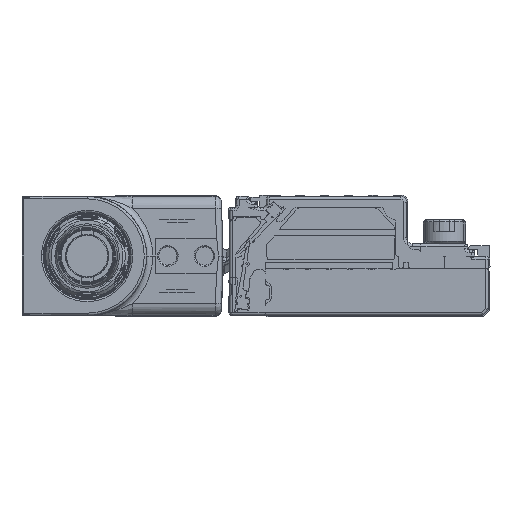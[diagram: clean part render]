
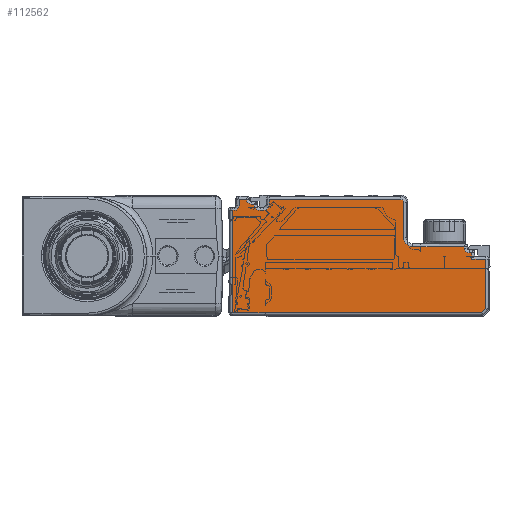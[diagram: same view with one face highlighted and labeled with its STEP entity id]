
A CAD part, left-side view. The second image highlights one B-rep face of the part: STEP entity #112562.
In plain terms, the highlighted planar face has unit normal (-1, 0, 0).
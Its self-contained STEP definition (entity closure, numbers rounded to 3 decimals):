
#112369=AXIS2_PLACEMENT_3D('Circle Axis2P3D',#112367,#112368,$) ;
#112382=AXIS2_PLACEMENT_3D('Plane Axis2P3D',#112379,#112380,#112381) ;
#112402=AXIS2_PLACEMENT_3D('Circle Axis2P3D',#112400,#112401,$) ;
#112421=AXIS2_PLACEMENT_3D('Circle Axis2P3D',#112419,#112420,$) ;
#112442=AXIS2_PLACEMENT_3D('Circle Axis2P3D',#112440,#112441,$) ;
#112456=AXIS2_PLACEMENT_3D('Circle Axis2P3D',#112454,#112455,$) ;
#112470=AXIS2_PLACEMENT_3D('Circle Axis2P3D',#112468,#112469,$) ;
#112491=AXIS2_PLACEMENT_3D('Circle Axis2P3D',#112489,#112490,$) ;
#112015=CARTESIAN_POINT('Vertex',(-878.,4.2,3.5)) ;
#112022=CARTESIAN_POINT('Vertex',(-878.,12.7,3.5)) ;
#112025=CARTESIAN_POINT('Line Origine',(-878.,21.5,3.5)) ;
#112364=CARTESIAN_POINT('Vertex',(-878.,14.2,5.)) ;
#112367=CARTESIAN_POINT('Axis2P3D Location',(-878.,12.7,5.)) ;
#112379=CARTESIAN_POINT('Axis2P3D Location',(-878.,0.2,-7.8)) ;
#112384=CARTESIAN_POINT('Line Origine',(-878.,3.,2.)) ;
#112388=CARTESIAN_POINT('Vertex',(-878.,3.,1.5)) ;
#112390=CARTESIAN_POINT('Vertex',(-878.,3.,2.5)) ;
#112393=CARTESIAN_POINT('Line Origine',(-878.,3.2,2.5)) ;
#112397=CARTESIAN_POINT('Vertex',(-878.,3.4,2.5)) ;
#112400=CARTESIAN_POINT('Axis2P3D Location',(-878.,3.4,3.3)) ;
#112404=CARTESIAN_POINT('Vertex',(-878.,4.2,3.3)) ;
#112407=CARTESIAN_POINT('Line Origine',(-878.,4.2,3.4)) ;
#112412=CARTESIAN_POINT('Line Origine',(-878.,14.2,7.9)) ;
#112416=CARTESIAN_POINT('Vertex',(-878.,14.2,10.8)) ;
#112419=CARTESIAN_POINT('Axis2P3D Location',(-878.,14.7,10.8)) ;
#112423=CARTESIAN_POINT('Vertex',(-878.,14.7,11.3)) ;
#112426=CARTESIAN_POINT('Line Origine',(-878.,25.5,11.3)) ;
#112430=CARTESIAN_POINT('Vertex',(-878.,36.3,11.3)) ;
#112433=CARTESIAN_POINT('Line Origine',(-878.,36.3,10.9)) ;
#112437=CARTESIAN_POINT('Vertex',(-878.,36.3,10.5)) ;
#112440=CARTESIAN_POINT('Axis2P3D Location',(-878.,37.3,10.5)) ;
#112444=CARTESIAN_POINT('Vertex',(-878.,37.3,9.5)) ;
#112447=CARTESIAN_POINT('Line Origine',(-878.,37.55,9.5)) ;
#112451=CARTESIAN_POINT('Vertex',(-878.,37.8,9.5)) ;
#112454=CARTESIAN_POINT('Axis2P3D Location',(-878.,37.8,10.5)) ;
#112458=CARTESIAN_POINT('Vertex',(-878.,38.8,10.5)) ;
#112461=CARTESIAN_POINT('Line Origine',(-878.,39.05,10.5)) ;
#112465=CARTESIAN_POINT('Vertex',(-878.,39.3,10.5)) ;
#112468=CARTESIAN_POINT('Axis2P3D Location',(-878.,39.3,11.3)) ;
#112472=CARTESIAN_POINT('Vertex',(-878.,40.1,11.3)) ;
#112475=CARTESIAN_POINT('Line Origine',(-878.,40.7,11.3)) ;
#112479=CARTESIAN_POINT('Vertex',(-878.,41.3,11.3)) ;
#112482=CARTESIAN_POINT('Line Origine',(-878.,41.3,10.8)) ;
#112486=CARTESIAN_POINT('Vertex',(-878.,41.3,10.3)) ;
#112489=CARTESIAN_POINT('Axis2P3D Location',(-878.,42.1,10.3)) ;
#112493=CARTESIAN_POINT('Vertex',(-878.,42.1,9.5)) ;
#112496=CARTESIAN_POINT('Line Origine',(-878.,42.2,9.5)) ;
#112500=CARTESIAN_POINT('Vertex',(-878.,42.3,9.5)) ;
#112503=CARTESIAN_POINT('Line Origine',(-878.,42.3,1.1)) ;
#112507=CARTESIAN_POINT('Vertex',(-878.,42.3,-7.3)) ;
#112510=CARTESIAN_POINT('Line Origine',(-878.,21.854,-7.3)) ;
#112514=CARTESIAN_POINT('Vertex',(-878.,1.407,-7.3)) ;
#112517=CARTESIAN_POINT('Line Origine',(-878.,1.054,-6.946)) ;
#112521=CARTESIAN_POINT('Vertex',(-878.,0.7,-6.593)) ;
#112524=CARTESIAN_POINT('Line Origine',(-878.,0.7,-2.546)) ;
#112528=CARTESIAN_POINT('Vertex',(-878.,0.7,1.5)) ;
#112531=CARTESIAN_POINT('Line Origine',(-878.,1.85,1.5)) ;
#112026=DIRECTION('Vector Direction',(0.,-1.,0.)) ;
#112368=DIRECTION('Axis2P3D Direction',(1.,0.,0.)) ;
#112380=DIRECTION('Axis2P3D Direction',(-1.,0.,0.)) ;
#112381=DIRECTION('Axis2P3D XDirection',(0.,0.,1.)) ;
#112385=DIRECTION('Vector Direction',(0.,0.,1.)) ;
#112394=DIRECTION('Vector Direction',(0.,1.,0.)) ;
#112401=DIRECTION('Axis2P3D Direction',(-1.,0.,0.)) ;
#112408=DIRECTION('Vector Direction',(0.,0.,-1.)) ;
#112413=DIRECTION('Vector Direction',(0.,0.,1.)) ;
#112420=DIRECTION('Axis2P3D Direction',(-1.,0.,0.)) ;
#112427=DIRECTION('Vector Direction',(0.,1.,0.)) ;
#112434=DIRECTION('Vector Direction',(0.,0.,-1.)) ;
#112441=DIRECTION('Axis2P3D Direction',(-1.,0.,0.)) ;
#112448=DIRECTION('Vector Direction',(0.,1.,0.)) ;
#112455=DIRECTION('Axis2P3D Direction',(-1.,0.,0.)) ;
#112462=DIRECTION('Vector Direction',(0.,-1.,0.)) ;
#112469=DIRECTION('Axis2P3D Direction',(-1.,0.,0.)) ;
#112476=DIRECTION('Vector Direction',(0.,1.,0.)) ;
#112483=DIRECTION('Vector Direction',(0.,0.,-1.)) ;
#112490=DIRECTION('Axis2P3D Direction',(-1.,0.,0.)) ;
#112497=DIRECTION('Vector Direction',(0.,1.,0.)) ;
#112504=DIRECTION('Vector Direction',(0.,0.,-1.)) ;
#112511=DIRECTION('Vector Direction',(0.,-1.,0.)) ;
#112518=DIRECTION('Vector Direction',(0.,-0.707,0.707)) ;
#112525=DIRECTION('Vector Direction',(0.,0.,1.)) ;
#112532=DIRECTION('Vector Direction',(0.,1.,0.)) ;
#112027=VECTOR('Line Direction',#112026,1.) ;
#112386=VECTOR('Line Direction',#112385,1.) ;
#112395=VECTOR('Line Direction',#112394,1.) ;
#112409=VECTOR('Line Direction',#112408,1.) ;
#112414=VECTOR('Line Direction',#112413,1.) ;
#112428=VECTOR('Line Direction',#112427,1.) ;
#112435=VECTOR('Line Direction',#112434,1.) ;
#112449=VECTOR('Line Direction',#112448,1.) ;
#112463=VECTOR('Line Direction',#112462,1.) ;
#112477=VECTOR('Line Direction',#112476,1.) ;
#112484=VECTOR('Line Direction',#112483,1.) ;
#112498=VECTOR('Line Direction',#112497,1.) ;
#112505=VECTOR('Line Direction',#112504,1.) ;
#112512=VECTOR('Line Direction',#112511,1.) ;
#112519=VECTOR('Line Direction',#112518,1.) ;
#112526=VECTOR('Line Direction',#112525,1.) ;
#112533=VECTOR('Line Direction',#112532,1.) ;
#112537=ORIENTED_EDGE('',*,*,#112392,.T.) ;
#112538=ORIENTED_EDGE('',*,*,#112399,.T.) ;
#112539=ORIENTED_EDGE('',*,*,#112406,.T.) ;
#112540=ORIENTED_EDGE('',*,*,#112411,.T.) ;
#112541=ORIENTED_EDGE('',*,*,#112029,.T.) ;
#112542=ORIENTED_EDGE('',*,*,#112371,.T.) ;
#112543=ORIENTED_EDGE('',*,*,#112418,.T.) ;
#112544=ORIENTED_EDGE('',*,*,#112425,.T.) ;
#112545=ORIENTED_EDGE('',*,*,#112432,.T.) ;
#112546=ORIENTED_EDGE('',*,*,#112439,.T.) ;
#112547=ORIENTED_EDGE('',*,*,#112446,.T.) ;
#112548=ORIENTED_EDGE('',*,*,#112453,.T.) ;
#112549=ORIENTED_EDGE('',*,*,#112460,.T.) ;
#112550=ORIENTED_EDGE('',*,*,#112467,.T.) ;
#112551=ORIENTED_EDGE('',*,*,#112474,.T.) ;
#112552=ORIENTED_EDGE('',*,*,#112481,.T.) ;
#112553=ORIENTED_EDGE('',*,*,#112488,.T.) ;
#112554=ORIENTED_EDGE('',*,*,#112495,.T.) ;
#112555=ORIENTED_EDGE('',*,*,#112502,.T.) ;
#112556=ORIENTED_EDGE('',*,*,#112509,.T.) ;
#112557=ORIENTED_EDGE('',*,*,#112516,.T.) ;
#112558=ORIENTED_EDGE('',*,*,#112523,.T.) ;
#112559=ORIENTED_EDGE('',*,*,#112530,.T.) ;
#112560=ORIENTED_EDGE('',*,*,#112535,.T.) ;
#112562=ADVANCED_FACE('\X2\FF8AFF9FFF70FF82\X0\ \X2\FF8EFF9EFF83FF9EFF68FF70\X0\',(#112561),#112383,.T.) ;
#112370=CIRCLE('generated circle',#112369,1.5) ;
#112403=CIRCLE('generated circle',#112402,0.8) ;
#112422=CIRCLE('generated circle',#112421,0.5) ;
#112443=CIRCLE('generated circle',#112442,1.) ;
#112457=CIRCLE('generated circle',#112456,1.) ;
#112471=CIRCLE('generated circle',#112470,0.8) ;
#112492=CIRCLE('generated circle',#112491,0.8) ;
#112029=EDGE_CURVE('',#112016,#112023,#112028,.F.) ;
#112371=EDGE_CURVE('',#112023,#112365,#112370,.T.) ;
#112392=EDGE_CURVE('',#112389,#112391,#112387,.T.) ;
#112399=EDGE_CURVE('',#112391,#112398,#112396,.T.) ;
#112406=EDGE_CURVE('',#112398,#112405,#112403,.F.) ;
#112411=EDGE_CURVE('',#112405,#112016,#112410,.F.) ;
#112418=EDGE_CURVE('',#112365,#112417,#112415,.T.) ;
#112425=EDGE_CURVE('',#112417,#112424,#112422,.T.) ;
#112432=EDGE_CURVE('',#112424,#112431,#112429,.T.) ;
#112439=EDGE_CURVE('',#112431,#112438,#112436,.T.) ;
#112446=EDGE_CURVE('',#112438,#112445,#112443,.F.) ;
#112453=EDGE_CURVE('',#112445,#112452,#112450,.T.) ;
#112460=EDGE_CURVE('',#112452,#112459,#112457,.F.) ;
#112467=EDGE_CURVE('',#112459,#112466,#112464,.F.) ;
#112474=EDGE_CURVE('',#112466,#112473,#112471,.F.) ;
#112481=EDGE_CURVE('',#112473,#112480,#112478,.T.) ;
#112488=EDGE_CURVE('',#112480,#112487,#112485,.T.) ;
#112495=EDGE_CURVE('',#112487,#112494,#112492,.F.) ;
#112502=EDGE_CURVE('',#112494,#112501,#112499,.T.) ;
#112509=EDGE_CURVE('',#112501,#112508,#112506,.T.) ;
#112516=EDGE_CURVE('',#112508,#112515,#112513,.T.) ;
#112523=EDGE_CURVE('',#112515,#112522,#112520,.T.) ;
#112530=EDGE_CURVE('',#112522,#112529,#112527,.T.) ;
#112535=EDGE_CURVE('',#112529,#112389,#112534,.T.) ;
#112536=EDGE_LOOP('',(#112537,#112538,#112539,#112540,#112541,#112542,#112543,#112544,#112545,#112546,#112547,#112548,#112549,#112550,#112551,#112552,#112553,#112554,#112555,#112556,#112557,#112558,#112559,#112560)) ;
#112561=FACE_OUTER_BOUND('',#112536,.T.) ;
#112028=LINE('Line',#112025,#112027) ;
#112387=LINE('Line',#112384,#112386) ;
#112396=LINE('Line',#112393,#112395) ;
#112410=LINE('Line',#112407,#112409) ;
#112415=LINE('Line',#112412,#112414) ;
#112429=LINE('Line',#112426,#112428) ;
#112436=LINE('Line',#112433,#112435) ;
#112450=LINE('Line',#112447,#112449) ;
#112464=LINE('Line',#112461,#112463) ;
#112478=LINE('Line',#112475,#112477) ;
#112485=LINE('Line',#112482,#112484) ;
#112499=LINE('Line',#112496,#112498) ;
#112506=LINE('Line',#112503,#112505) ;
#112513=LINE('Line',#112510,#112512) ;
#112520=LINE('Line',#112517,#112519) ;
#112527=LINE('Line',#112524,#112526) ;
#112534=LINE('Line',#112531,#112533) ;
#112383=PLANE('',#112382) ;
#112016=VERTEX_POINT('',#112015) ;
#112023=VERTEX_POINT('',#112022) ;
#112365=VERTEX_POINT('',#112364) ;
#112389=VERTEX_POINT('',#112388) ;
#112391=VERTEX_POINT('',#112390) ;
#112398=VERTEX_POINT('',#112397) ;
#112405=VERTEX_POINT('',#112404) ;
#112417=VERTEX_POINT('',#112416) ;
#112424=VERTEX_POINT('',#112423) ;
#112431=VERTEX_POINT('',#112430) ;
#112438=VERTEX_POINT('',#112437) ;
#112445=VERTEX_POINT('',#112444) ;
#112452=VERTEX_POINT('',#112451) ;
#112459=VERTEX_POINT('',#112458) ;
#112466=VERTEX_POINT('',#112465) ;
#112473=VERTEX_POINT('',#112472) ;
#112480=VERTEX_POINT('',#112479) ;
#112487=VERTEX_POINT('',#112486) ;
#112494=VERTEX_POINT('',#112493) ;
#112501=VERTEX_POINT('',#112500) ;
#112508=VERTEX_POINT('',#112507) ;
#112515=VERTEX_POINT('',#112514) ;
#112522=VERTEX_POINT('',#112521) ;
#112529=VERTEX_POINT('',#112528) ;
